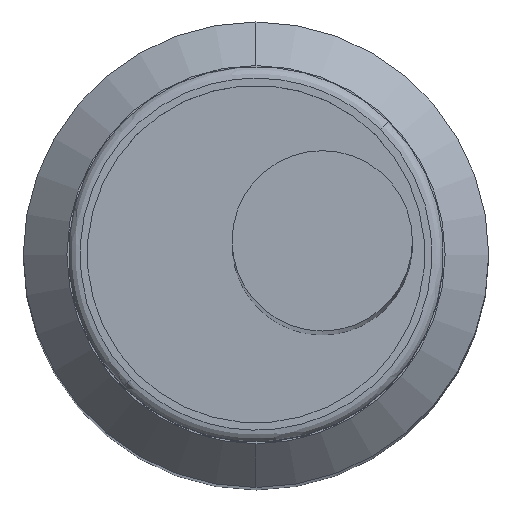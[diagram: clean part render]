
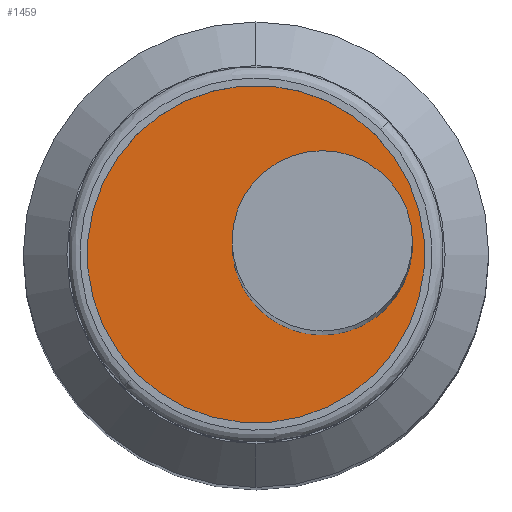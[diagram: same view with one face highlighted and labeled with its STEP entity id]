
A CAD part, top view. The second image highlights one B-rep face of the part: STEP entity #1459.
In plain terms, the highlighted planar face has unit normal (0, 0, 1).
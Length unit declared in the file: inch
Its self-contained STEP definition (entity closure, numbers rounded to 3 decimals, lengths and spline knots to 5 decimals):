
#39 = EDGE_CURVE ( 'NONE', #970, #662, #251, .T. ) ;
#119 = EDGE_LOOP ( 'NONE', ( #846, #712 ) ) ;
#192 = EDGE_CURVE ( 'NONE', #1351, #1247, #1199, .T. ) ;
#222 = CARTESIAN_POINT ( 'NONE',  ( 0.02857, 0., 1.22047 ) ) ;
#228 = CARTESIAN_POINT ( 'NONE',  ( 0.07341, 0.0063, 1.22047 ) ) ;
#251 = CIRCLE ( 'NONE', #1343, 0.06102 ) ;
#258 = AXIS2_PLACEMENT_3D ( 'NONE', #400, #1193, #507 ) ;
#274 = AXIS2_PLACEMENT_3D ( 'NONE', #296, #730, #1079 ) ;
#296 = CARTESIAN_POINT ( 'NONE',  ( 0.02857, 0., 1.22047 ) ) ;
#331 = CARTESIAN_POINT ( 'NONE',  ( 0.11656, 0.04945, 1.22047 ) ) ;
#340 = DIRECTION ( 'NONE',  ( -0.707, -0.707, 0. ) ) ;
#342 = DIRECTION ( 'NONE',  ( -0.707, -0.707, 0. ) ) ;
#400 = CARTESIAN_POINT ( 'NONE',  ( 0.07341, 0.0063, 1.22047 ) ) ;
#416 = AXIS2_PLACEMENT_3D ( 'NONE', #441, #1431, #561 ) ;
#437 = DIRECTION ( 'NONE',  ( 0., 0., 1. ) ) ;
#441 = CARTESIAN_POINT ( 'NONE',  ( 0.02857, 0., 1.22047 ) ) ;
#447 = DIRECTION ( 'NONE',  ( 0., 0., 1. ) ) ;
#462 = EDGE_CURVE ( 'NONE', #1247, #1351, #686, .T. ) ;
#497 = CARTESIAN_POINT ( 'NONE',  ( 0.03026, -0.03685, 1.22047 ) ) ;
#507 = DIRECTION ( 'NONE',  ( -0.707, -0.707, 0. ) ) ;
#512 = CARTESIAN_POINT ( 'NONE',  ( 0.10931, 0.08073, 1.22047 ) ) ;
#561 = DIRECTION ( 'NONE',  ( -0.707, -0.707, 0. ) ) ;
#567 = CIRCLE ( 'NONE', #258, 0.06102 ) ;
#581 = AXIS2_PLACEMENT_3D ( 'NONE', #222, #437, #340 ) ;
#644 = CARTESIAN_POINT ( 'NONE',  ( -0.05216, -0.08073, 1.22047 ) ) ;
#662 = VERTEX_POINT ( 'NONE', #331 ) ;
#674 = PLANE ( 'NONE',  #416 ) ;
#686 = CIRCLE ( 'NONE', #274, 0.11417 ) ;
#712 = ORIENTED_EDGE ( 'NONE', *, *, #743, .F. ) ;
#730 = DIRECTION ( 'NONE',  ( 0., 0., 1. ) ) ;
#743 = EDGE_CURVE ( 'NONE', #662, #970, #567, .T. ) ;
#776 = ORIENTED_EDGE ( 'NONE', *, *, #192, .T. ) ;
#846 = ORIENTED_EDGE ( 'NONE', *, *, #39, .F. ) ;
#970 = VERTEX_POINT ( 'NONE', #497 ) ;
#1079 = DIRECTION ( 'NONE',  ( -0.707, -0.707, 0. ) ) ;
#1149 = FACE_OUTER_BOUND ( 'NONE', #1214, .T. ) ;
#1193 = DIRECTION ( 'NONE',  ( 0., 0., 1. ) ) ;
#1199 = CIRCLE ( 'NONE', #581, 0.11417 ) ;
#1214 = EDGE_LOOP ( 'NONE', ( #1318, #776 ) ) ;
#1225 = FACE_BOUND ( 'NONE', #119, .T. ) ;
#1247 = VERTEX_POINT ( 'NONE', #644 ) ;
#1318 = ORIENTED_EDGE ( 'NONE', *, *, #462, .T. ) ;
#1343 = AXIS2_PLACEMENT_3D ( 'NONE', #228, #447, #342 ) ;
#1351 = VERTEX_POINT ( 'NONE', #512 ) ;
#1431 = DIRECTION ( 'NONE',  ( 0., 0., -1. ) ) ;
#1459 = ADVANCED_FACE ( 'NONE', ( #1149, #1225 ), #674, .F. ) ;
